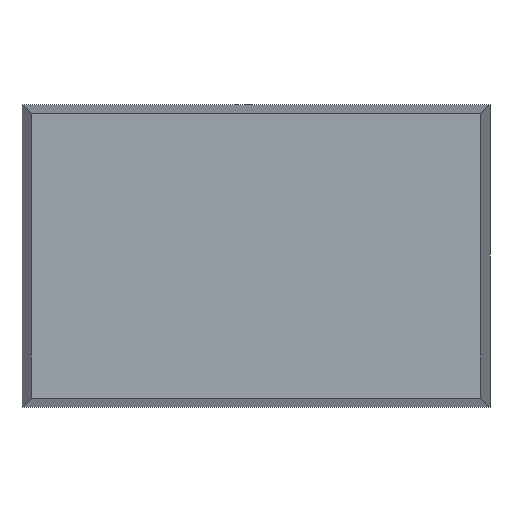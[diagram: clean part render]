
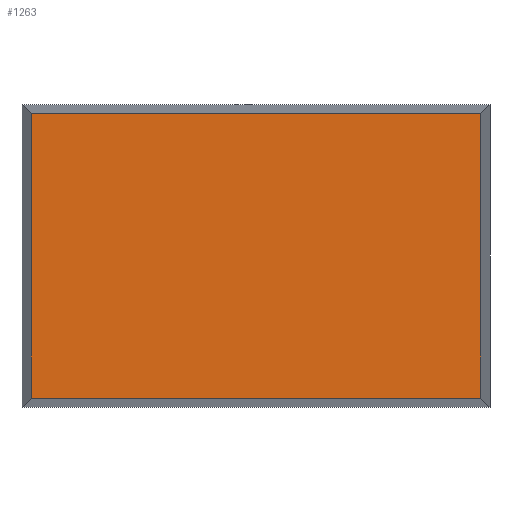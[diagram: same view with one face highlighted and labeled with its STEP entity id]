
A CAD part, top view. The second image highlights one B-rep face of the part: STEP entity #1263.
In plain terms, the highlighted face is planar.
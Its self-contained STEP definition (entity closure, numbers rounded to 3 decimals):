
#90=LINE('',#1726,#134);
#96=LINE('',#1739,#140);
#99=LINE('',#1797,#143);
#100=LINE('',#1799,#144);
#134=VECTOR('',#1470,1000.);
#140=VECTOR('',#1478,1000.);
#143=VECTOR('',#1527,1000.);
#144=VECTOR('',#1530,1000.);
#236=ORIENTED_EDGE('',*,*,#405,.F.);
#237=ORIENTED_EDGE('',*,*,#378,.F.);
#238=ORIENTED_EDGE('',*,*,#406,.T.);
#239=ORIENTED_EDGE('',*,*,#384,.T.);
#378=EDGE_CURVE('',#469,#470,#90,.T.);
#384=EDGE_CURVE('',#473,#475,#96,.T.);
#405=EDGE_CURVE('',#470,#475,#99,.T.);
#406=EDGE_CURVE('',#469,#473,#100,.T.);
#469=VERTEX_POINT('',#1725);
#470=VERTEX_POINT('',#1727);
#473=VERTEX_POINT('',#1734);
#475=VERTEX_POINT('',#1738);
#610=EDGE_LOOP('',(#236,#237,#238,#239));
#726=FACE_BOUND('',#610,.T.);
#815=PLANE('',#1352);
#1263=ADVANCED_FACE('',(#726),#815,.F.);
#1352=AXIS2_PLACEMENT_3D('',#1800,#1531,#1532);
#1470=DIRECTION('',(0.,1.,0.));
#1478=DIRECTION('',(0.,1.,0.));
#1527=DIRECTION('',(-1.,0.,0.));
#1530=DIRECTION('',(-1.,0.,0.));
#1531=DIRECTION('',(0.,0.,1.));
#1532=DIRECTION('',(1.,0.,0.));
#1725=CARTESIAN_POINT('',(5.168,-8.168,-2.6));
#1726=CARTESIAN_POINT('',(5.168,-23.111,-2.6));
#1727=CARTESIAN_POINT('',(5.168,8.168,-2.6));
#1734=CARTESIAN_POINT('',(-5.168,-8.168,-2.6));
#1738=CARTESIAN_POINT('',(-5.168,8.168,-2.6));
#1739=CARTESIAN_POINT('',(-5.168,-8.168,-2.6));
#1797=CARTESIAN_POINT('',(23.614,8.168,-2.6));
#1799=CARTESIAN_POINT('',(23.614,-8.168,-2.6));
#1800=CARTESIAN_POINT('',(23.614,-8.168,-2.6));
